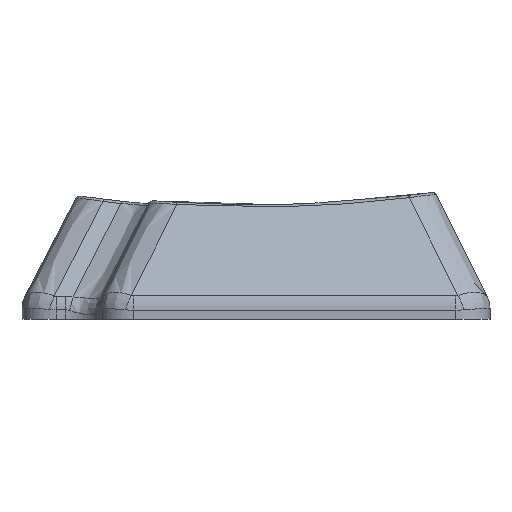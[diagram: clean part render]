
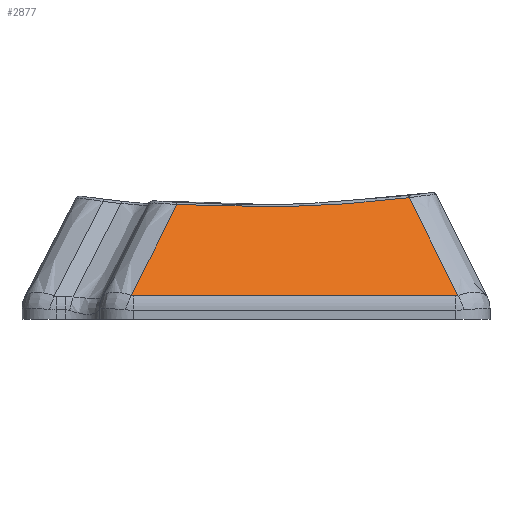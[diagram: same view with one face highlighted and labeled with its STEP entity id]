
A CAD part, front view. The second image highlights one B-rep face of the part: STEP entity #2877.
In plain terms, the highlighted planar face has unit normal (0, -0.83, 0.558).
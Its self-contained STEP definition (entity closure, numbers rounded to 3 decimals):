
#15=PLANE('',#3048);
#254=FACE_OUTER_BOUND('',#401,.T.);
#401=EDGE_LOOP('',(#2129,#2130,#2131,#2132,#2133,#2134));
#540=LINE('',#5214,#673);
#673=VECTOR('',#3262,10.);
#921=B_SPLINE_CURVE_WITH_KNOTS('',3,(#5415,#5416,#5417,#5418),
 .UNSPECIFIED.,.F.,.F.,(4,4),(-0.756,-0.06),
 .UNSPECIFIED.);
#923=B_SPLINE_CURVE_WITH_KNOTS('',3,(#5427,#5428,#5429,#5430),
 .UNSPECIFIED.,.F.,.F.,(4,4),(0.072,0.821),
 .UNSPECIFIED.);
#924=B_SPLINE_CURVE_WITH_KNOTS('',3,(#5431,#5432,#5433,#5434),
 .UNSPECIFIED.,.F.,.F.,(4,4),(-1.368,0.),
 .UNSPECIFIED.);
#1062=ELLIPSE('',#3040,0.896,0.5);
#1064=ELLIPSE('',#3045,0.896,0.5);
#1225=VERTEX_POINT('',#5173);
#1227=VERTEX_POINT('',#5204);
#1229=VERTEX_POINT('',#5210);
#1231=VERTEX_POINT('',#5231);
#1239=VERTEX_POINT('',#5414);
#1240=VERTEX_POINT('',#5426);
#1586=EDGE_CURVE('',#1225,#1227,#1062,.T.);
#1589=EDGE_CURVE('',#1227,#1229,#540,.T.);
#1592=EDGE_CURVE('',#1229,#1231,#1064,.T.);
#1607=EDGE_CURVE('',#1231,#1239,#921,.T.);
#1609=EDGE_CURVE('',#1240,#1225,#923,.T.);
#1610=EDGE_CURVE('',#1239,#1240,#924,.T.);
#2129=ORIENTED_EDGE('',*,*,#1592,.F.);
#2130=ORIENTED_EDGE('',*,*,#1589,.F.);
#2131=ORIENTED_EDGE('',*,*,#1586,.F.);
#2132=ORIENTED_EDGE('',*,*,#1609,.F.);
#2133=ORIENTED_EDGE('',*,*,#1610,.F.);
#2134=ORIENTED_EDGE('',*,*,#1607,.F.);
#2877=ADVANCED_FACE('',(#254),#15,.F.);
#3040=AXIS2_PLACEMENT_3D('',#5208,#3255,#3256);
#3045=AXIS2_PLACEMENT_3D('',#5235,#3267,#3268);
#3048=AXIS2_PLACEMENT_3D('',#5425,#3273,#3274);
#3255=DIRECTION('center_axis',(0.,0.83,-0.558));
#3256=DIRECTION('ref_axis',(0.,-0.558,-0.83));
#3262=DIRECTION('',(-1.,0.,0.));
#3267=DIRECTION('center_axis',(0.,0.83,-0.558));
#3268=DIRECTION('ref_axis',(0.,-0.558,-0.83));
#3273=DIRECTION('center_axis',(0.,0.83,-0.558));
#3274=DIRECTION('ref_axis',(-1.,0.,0.));
#5173=CARTESIAN_POINT('',(9.583,-18.335,0.402));
#5204=CARTESIAN_POINT('',(9.462,-18.35,0.38));
#5208=CARTESIAN_POINT('Origin',(9.462,-17.85,1.123));
#5210=CARTESIAN_POINT('',(-9.462,-18.35,0.38));
#5214=CARTESIAN_POINT('',(1.611,-18.35,0.38));
#5231=CARTESIAN_POINT('',(-9.583,-18.335,0.402));
#5235=CARTESIAN_POINT('Origin',(-9.462,-17.85,1.123));
#5414=CARTESIAN_POINT('',(-6.924,-14.744,5.74));
#5415=CARTESIAN_POINT('Ctrl Pts',(-9.583,-18.335,0.402));
#5416=CARTESIAN_POINT('Ctrl Pts',(-8.697,-17.138,2.181));
#5417=CARTESIAN_POINT('Ctrl Pts',(-7.811,-15.941,3.96));
#5418=CARTESIAN_POINT('Ctrl Pts',(-6.924,-14.744,5.74));
#5425=CARTESIAN_POINT('Origin',(-8.239,-14.239,6.49));
#5426=CARTESIAN_POINT('',(6.721,-14.469,6.148));
#5427=CARTESIAN_POINT('Ctrl Pts',(6.721,-14.469,6.148));
#5428=CARTESIAN_POINT('Ctrl Pts',(7.675,-15.758,4.232));
#5429=CARTESIAN_POINT('Ctrl Pts',(8.63,-17.046,2.317));
#5430=CARTESIAN_POINT('Ctrl Pts',(9.583,-18.335,0.402));
#5431=CARTESIAN_POINT('Ctrl Pts',(-6.924,-14.744,5.74));
#5432=CARTESIAN_POINT('Ctrl Pts',(-2.377,-14.939,5.449));
#5433=CARTESIAN_POINT('Ctrl Pts',(2.21,-14.847,5.587));
#5434=CARTESIAN_POINT('Ctrl Pts',(6.721,-14.469,6.148));
